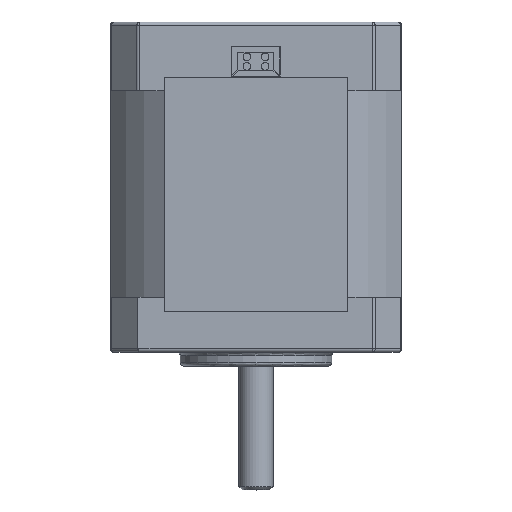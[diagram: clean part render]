
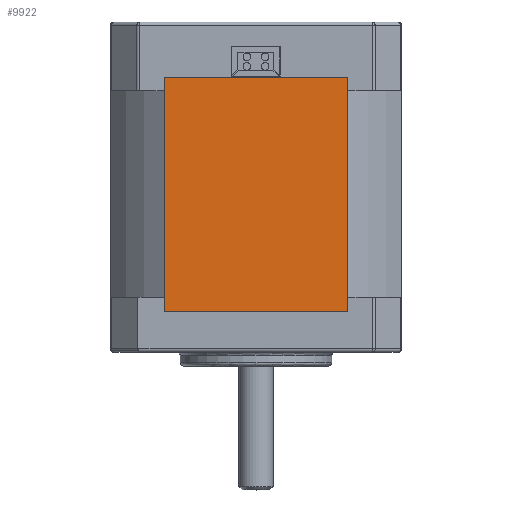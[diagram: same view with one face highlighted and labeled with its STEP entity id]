
A CAD part, front view. The second image highlights one B-rep face of the part: STEP entity #9922.
In plain terms, the highlighted planar face has unit normal (0, -1, 0).
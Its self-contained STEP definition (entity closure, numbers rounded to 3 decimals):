
#77 = DIRECTION ( 'NONE',  ( 0., 0., 1. ) ) ;
#334 = CARTESIAN_POINT ( 'NONE',  ( 0., -21.16, 40. ) ) ;
#542 = LINE ( 'NONE', #8468, #8569 ) ;
#750 = LINE ( 'NONE', #13291, #8753 ) ;
#821 = ORIENTED_EDGE ( 'NONE', *, *, #8601, .T. ) ;
#1442 = CARTESIAN_POINT ( 'NONE',  ( 0., -21.16, -53.85 ) ) ;
#2343 = AXIS2_PLACEMENT_3D ( 'NONE', #1442, #8759, #2493 ) ;
#2435 = DIRECTION ( 'NONE',  ( -1., 0., 0. ) ) ;
#2493 = DIRECTION ( 'NONE',  ( 0., 0., 1. ) ) ;
#2721 = LINE ( 'NONE', #5498, #10716 ) ;
#3120 = FACE_OUTER_BOUND ( 'NONE', #3918, .T. ) ;
#3293 = CARTESIAN_POINT ( 'NONE',  ( 13.314, -21.16, 6. ) ) ;
#3703 = EDGE_CURVE ( 'NONE', #13072, #11754, #2721, .T. ) ;
#3918 = EDGE_LOOP ( 'NONE', ( #9852, #5107, #821, #13002 ) ) ;
#4181 = VECTOR ( 'NONE', #2435, 1000. ) ;
#4286 = VERTEX_POINT ( 'NONE', #8894 ) ;
#5107 = ORIENTED_EDGE ( 'NONE', *, *, #11969, .F. ) ;
#5498 = CARTESIAN_POINT ( 'NONE',  ( 0., -21.16, 6. ) ) ;
#6186 = CARTESIAN_POINT ( 'NONE',  ( 13.314, -21.16, 40. ) ) ;
#7108 = VERTEX_POINT ( 'NONE', #6186 ) ;
#7129 = DIRECTION ( 'NONE',  ( 0., 0., -1. ) ) ;
#8468 = CARTESIAN_POINT ( 'NONE',  ( -13.314, -21.16, -53.85 ) ) ;
#8569 = VECTOR ( 'NONE', #77, 1000. ) ;
#8601 = EDGE_CURVE ( 'NONE', #7108, #4286, #9730, .T. ) ;
#8753 = VECTOR ( 'NONE', #7129, 1000. ) ;
#8759 = DIRECTION ( 'NONE',  ( 0., 1., 0. ) ) ;
#8894 = CARTESIAN_POINT ( 'NONE',  ( -13.314, -21.16, 40. ) ) ;
#9114 = EDGE_CURVE ( 'NONE', #11754, #4286, #542, .T. ) ;
#9730 = LINE ( 'NONE', #334, #4181 ) ;
#9750 = PLANE ( 'NONE',  #2343 ) ;
#9852 = ORIENTED_EDGE ( 'NONE', *, *, #3703, .F. ) ;
#9922 = ADVANCED_FACE ( 'NONE', ( #3120 ), #9750, .F. ) ;
#10716 = VECTOR ( 'NONE', #12765, 1000. ) ;
#11754 = VERTEX_POINT ( 'NONE', #12515 ) ;
#11969 = EDGE_CURVE ( 'NONE', #7108, #13072, #750, .T. ) ;
#12515 = CARTESIAN_POINT ( 'NONE',  ( -13.314, -21.16, 6. ) ) ;
#12765 = DIRECTION ( 'NONE',  ( -1., 0., 0. ) ) ;
#13002 = ORIENTED_EDGE ( 'NONE', *, *, #9114, .F. ) ;
#13072 = VERTEX_POINT ( 'NONE', #3293 ) ;
#13291 = CARTESIAN_POINT ( 'NONE',  ( 13.314, -21.16, -53.85 ) ) ;
